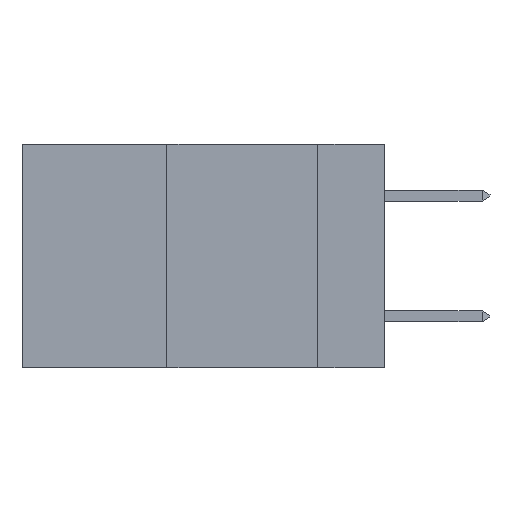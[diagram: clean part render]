
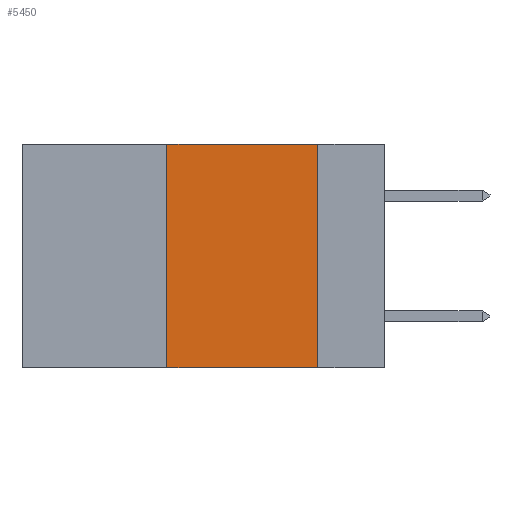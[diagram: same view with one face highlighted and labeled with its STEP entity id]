
A CAD part, left-side view. The second image highlights one B-rep face of the part: STEP entity #5450.
In plain terms, the highlighted planar face has unit normal (-1, 0, 0).
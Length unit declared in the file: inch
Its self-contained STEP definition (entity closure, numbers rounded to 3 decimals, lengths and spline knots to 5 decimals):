
#274 = PLANE ( 'NONE',  #7386 ) ;
#725 = VERTEX_POINT ( 'NONE', #2054 ) ;
#1209 = VECTOR ( 'NONE', #9472, 39.37008 ) ;
#2054 = CARTESIAN_POINT ( 'NONE',  ( 0., 0.11, -0.37 ) ) ;
#2394 = DIRECTION ( 'NONE',  ( 0., 0., -1. ) ) ;
#3117 = ORIENTED_EDGE ( 'NONE', *, *, #11030, .T. ) ;
#3120 = CARTESIAN_POINT ( 'NONE',  ( 0., 0.36, 0. ) ) ;
#3194 = EDGE_CURVE ( 'NONE', #7940, #725, #11544, .T. ) ;
#3722 = CARTESIAN_POINT ( 'NONE',  ( 0., 0.11, 0. ) ) ;
#3753 = EDGE_CURVE ( 'NONE', #9398, #7940, #3992, .T. ) ;
#3992 = LINE ( 'NONE', #7548, #6258 ) ;
#4208 = CARTESIAN_POINT ( 'NONE',  ( 0., 0.36, 0. ) ) ;
#4595 = LINE ( 'NONE', #11309, #10969 ) ;
#5204 = DIRECTION ( 'NONE',  ( 0., 0., 1. ) ) ;
#5450 = ADVANCED_FACE ( 'NONE', ( #7848 ), #274, .F. ) ;
#5472 = ORIENTED_EDGE ( 'NONE', *, *, #3753, .F. ) ;
#5616 = LINE ( 'NONE', #4208, #10094 ) ;
#6258 = VECTOR ( 'NONE', #11981, 39.37008 ) ;
#6436 = CARTESIAN_POINT ( 'NONE',  ( 0., 0.36, -0.37 ) ) ;
#6473 = EDGE_CURVE ( 'NONE', #11969, #9398, #5616, .T. ) ;
#7250 = CARTESIAN_POINT ( 'NONE',  ( 0., 0.6, 0. ) ) ;
#7386 = AXIS2_PLACEMENT_3D ( 'NONE', #7250, #8100, #2394 ) ;
#7548 = CARTESIAN_POINT ( 'NONE',  ( 0., 0.6, 0. ) ) ;
#7576 = ORIENTED_EDGE ( 'NONE', *, *, #3194, .F. ) ;
#7848 = FACE_OUTER_BOUND ( 'NONE', #7913, .T. ) ;
#7913 = EDGE_LOOP ( 'NONE', ( #7576, #5472, #10258, #3117 ) ) ;
#7940 = VERTEX_POINT ( 'NONE', #11121 ) ;
#8100 = DIRECTION ( 'NONE',  ( 1., 0., 0. ) ) ;
#9398 = VERTEX_POINT ( 'NONE', #3120 ) ;
#9472 = DIRECTION ( 'NONE',  ( 0., 0., -1. ) ) ;
#10094 = VECTOR ( 'NONE', #5204, 39.37008 ) ;
#10258 = ORIENTED_EDGE ( 'NONE', *, *, #6473, .F. ) ;
#10969 = VECTOR ( 'NONE', #12191, 39.37008 ) ;
#11030 = EDGE_CURVE ( 'NONE', #11969, #725, #4595, .T. ) ;
#11121 = CARTESIAN_POINT ( 'NONE',  ( 0., 0.11, 0. ) ) ;
#11309 = CARTESIAN_POINT ( 'NONE',  ( 0., 0.6, -0.37 ) ) ;
#11544 = LINE ( 'NONE', #3722, #1209 ) ;
#11969 = VERTEX_POINT ( 'NONE', #6436 ) ;
#11981 = DIRECTION ( 'NONE',  ( 0., -1., 0. ) ) ;
#12191 = DIRECTION ( 'NONE',  ( 0., -1., 0. ) ) ;
